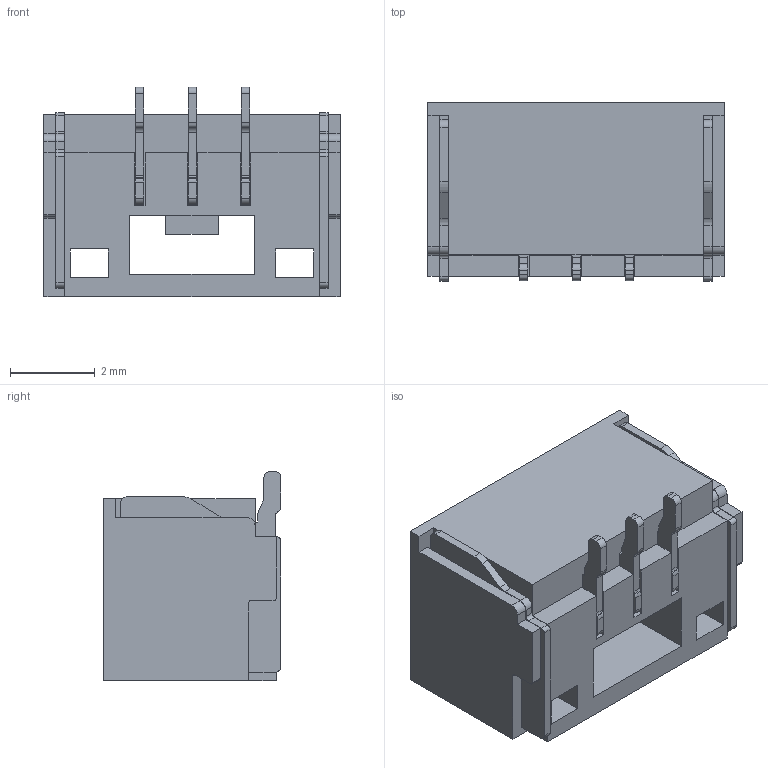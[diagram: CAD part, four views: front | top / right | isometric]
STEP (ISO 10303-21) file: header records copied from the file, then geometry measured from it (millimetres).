
FILE_DESCRIPTION (( 'STEP AP214' ), '1' );
FILE_NAME ('FWF12513-S03S24W5M-REF.STEP', '2026-01-26T07:20:00', ( '' ), ( '' ), 'SwSTEP 2.0', 'SolidWorks 2021', '' );
FILE_SCHEMA (( 'AUTOMOTIVE_DESIGN' ));
Length unit declared in the file: millimetre
Products named in the file (1): FWF12513-S03S24W5M-REF
Bounding box: 7 x 4.2 x 4.95 mm (x, y, z)
Volume: 68 mm3; surface area: 421.1 mm2
Topology: 1 solids, 1 shells, 261 faces, 735 edges, 484 vertices
Faces by surface type: plane 214, cylinder 47
Entity records: 8377 total; most frequent: CARTESIAN_POINT 1481, ORIENTED_EDGE 1470, DIRECTION 1353, EDGE_CURVE 735, VECTOR 641, LINE 641, VERTEX_POINT 484, AXIS2_PLACEMENT_3D 356
